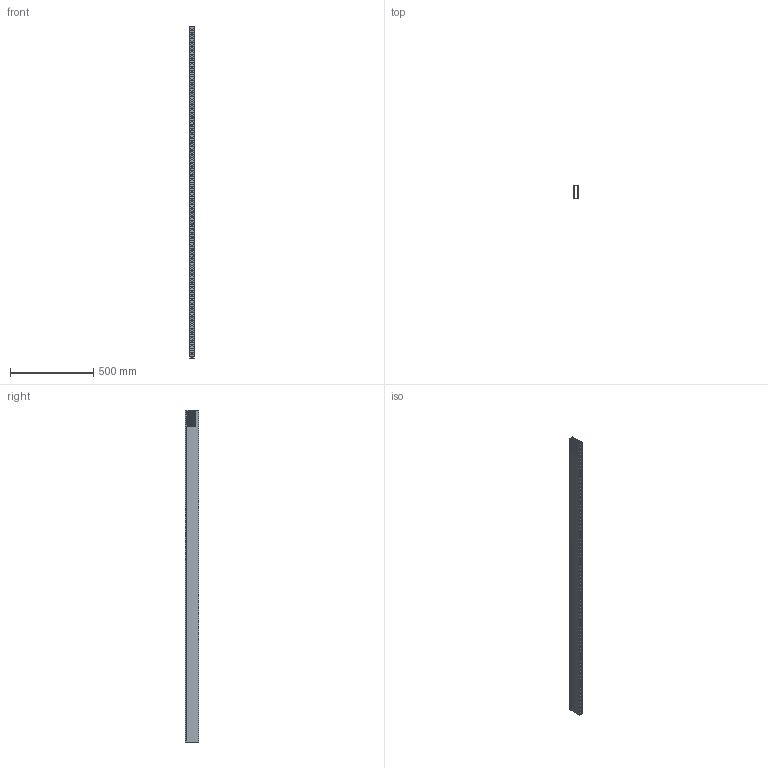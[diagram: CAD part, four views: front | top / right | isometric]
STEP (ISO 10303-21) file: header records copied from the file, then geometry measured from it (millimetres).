
FILE_DESCRIPTION (( 'STEP AP203' ), '1' );
FILE_NAME ('T1E-1030W-1.step', '2023-06-22T18:57:04', ( '' ), ( '' ), 'SwSTEP 2.0', 'SolidWorks 2021', '' );
FILE_SCHEMA (( 'CONFIG_CONTROL_DESIGN' ));
Length unit declared in the file: millimetre
Products named in the file (1): T1E-1030W-1
Bounding box: 25 x 80 x 2000 mm (x, y, z)
Volume: 801528.6 mm3; surface area: 894454.4 mm2
Topology: 2 solids, 2 shells, 945 faces, 2823 edges, 1882 vertices
Faces by surface type: plane 514, cylinder 431
Entity records: 32310 total; most frequent: CARTESIAN_POINT 5891, ORIENTED_EDGE 5646, DIRECTION 5457, EDGE_CURVE 2823, LINE 1921, VECTOR 1921, VERTEX_POINT 1882, AXIS2_PLACEMENT_3D 1768
